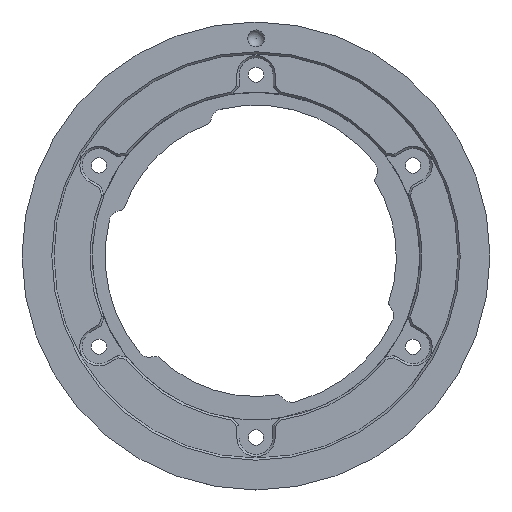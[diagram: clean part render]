
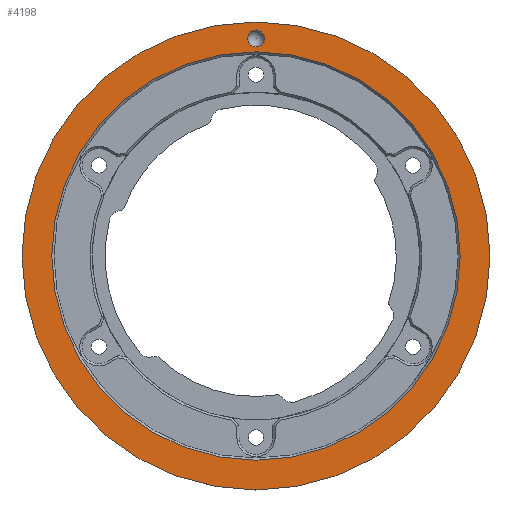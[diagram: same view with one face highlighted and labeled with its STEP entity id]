
A CAD part, top view. The second image highlights one B-rep face of the part: STEP entity #4198.
In plain terms, the highlighted planar face has unit normal (0, 0, 1).
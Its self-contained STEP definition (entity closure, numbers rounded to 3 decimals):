
#974=ORIENTED_EDGE('',*,*,#1709,.T.);
#975=ORIENTED_EDGE('',*,*,#1710,.T.);
#976=ORIENTED_EDGE('',*,*,#1684,.F.);
#1684=EDGE_CURVE('',#2058,#2058,#2264,.T.);
#1709=EDGE_CURVE('',#2083,#2083,#2287,.T.);
#1710=EDGE_CURVE('',#2084,#2084,#2288,.T.);
#2058=VERTEX_POINT('',#5919);
#2083=VERTEX_POINT('',#5979);
#2084=VERTEX_POINT('',#5981);
#2264=CIRCLE('',#4431,27.5);
#2287=CIRCLE('',#4456,1.);
#2288=CIRCLE('',#4457,24.);
#2442=EDGE_LOOP('',(#974));
#2443=EDGE_LOOP('',(#975));
#2444=EDGE_LOOP('',(#976));
#2655=FACE_BOUND('',#2442,.T.);
#2656=FACE_BOUND('',#2443,.T.);
#2657=FACE_BOUND('',#2444,.T.);
#2832=PLANE('',#4455);
#4198=ADVANCED_FACE('',(#2655,#2656,#2657),#2832,.F.);
#4431=AXIS2_PLACEMENT_3D('',#5918,#4990,#4991);
#4455=AXIS2_PLACEMENT_3D('',#5977,#5038,#5039);
#4456=AXIS2_PLACEMENT_3D('',#5978,#5040,#5041);
#4457=AXIS2_PLACEMENT_3D('',#5980,#5042,#5043);
#4990=DIRECTION('',(0.,0.,-1.));
#4991=DIRECTION('',(1.,0.,0.));
#5038=DIRECTION('',(0.,0.,-1.));
#5039=DIRECTION('',(-1.,0.,0.));
#5040=DIRECTION('',(0.,0.,-1.));
#5041=DIRECTION('',(1.,0.,0.));
#5042=DIRECTION('',(0.,0.,-1.));
#5043=DIRECTION('',(-1.,0.,0.));
#5918=CARTESIAN_POINT('',(0.,0.,24.05));
#5919=CARTESIAN_POINT('',(27.5,0.,24.05));
#5977=CARTESIAN_POINT('',(0.,0.,24.05));
#5978=CARTESIAN_POINT('',(0.,25.563,24.05));
#5979=CARTESIAN_POINT('',(1.,25.563,24.05));
#5980=CARTESIAN_POINT('',(0.,0.,24.05));
#5981=CARTESIAN_POINT('',(-24.,0.,24.05));
